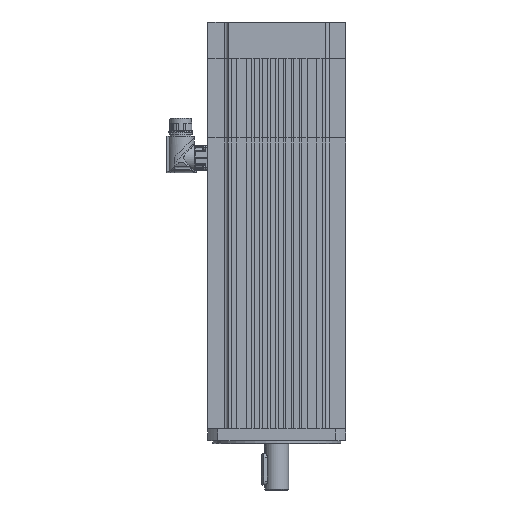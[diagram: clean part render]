
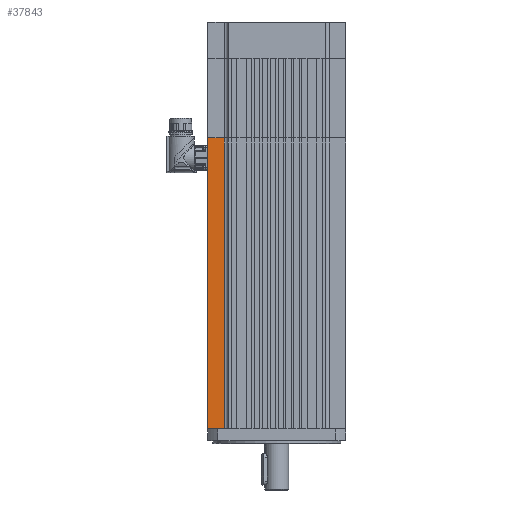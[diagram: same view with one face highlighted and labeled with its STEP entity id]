
A CAD part, left-side view. The second image highlights one B-rep face of the part: STEP entity #37843.
In plain terms, the highlighted face is planar.
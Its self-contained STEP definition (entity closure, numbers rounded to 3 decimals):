
#19968=CARTESIAN_POINT('',(-49.3,70.,295.0));
#19969=VERTEX_POINT('',#19968);
#19992=CARTESIAN_POINT('',(-49.3,53.3,295.0));
#19993=VERTEX_POINT('',#19992);
#19994=CARTESIAN_POINT('',(-49.3,53.3,295.0));
#19995=DIRECTION('',(0.0,1.0,0.0));
#19996=VECTOR('',#19995,16.7);
#19997=LINE('',#19994,#19996);
#19998=EDGE_CURVE('',#19993,#19969,#19997,.T.);
#37803=CARTESIAN_POINT('',(-49.3,70.,0.0));
#37804=VERTEX_POINT('',#37803);
#37811=CARTESIAN_POINT('',(-49.3,70.,0.0));
#37812=DIRECTION('',(0.0,0.0,1.0));
#37813=VECTOR('',#37812,295.0);
#37814=LINE('',#37811,#37813);
#37815=EDGE_CURVE('',#37804,#19969,#37814,.T.);
#37820=CARTESIAN_POINT('',(-49.3,53.3,0.0));
#37821=DIRECTION('',(-1.0,0.0,0.0));
#37822=DIRECTION('',(0.0,0.0,1.0));
#37823=AXIS2_PLACEMENT_3D('',#37820,#37821,#37822);
#37824=PLANE('',#37823);
#37825=ORIENTED_EDGE('',*,*,#19998,.T.);
#37826=ORIENTED_EDGE('',*,*,#37815,.F.);
#37827=CARTESIAN_POINT('',(-49.3,53.3,0.0));
#37828=VERTEX_POINT('',#37827);
#37829=CARTESIAN_POINT('',(-49.3,70.,0.0));
#37830=DIRECTION('',(0.0,-1.0,0.0));
#37831=VECTOR('',#37830,16.7);
#37832=LINE('',#37829,#37831);
#37833=EDGE_CURVE('',#37804,#37828,#37832,.T.);
#37834=ORIENTED_EDGE('',*,*,#37833,.T.);
#37835=CARTESIAN_POINT('',(-49.3,53.3,0.0));
#37836=DIRECTION('',(0.0,0.0,1.0));
#37837=VECTOR('',#37836,295.0);
#37838=LINE('',#37835,#37837);
#37839=EDGE_CURVE('',#37828,#19993,#37838,.T.);
#37840=ORIENTED_EDGE('',*,*,#37839,.T.);
#37841=EDGE_LOOP('',(#37825,#37826,#37834,#37840));
#37842=FACE_OUTER_BOUND('',#37841,.T.);
#37843=ADVANCED_FACE('',(#37842),#37824,.T.);
